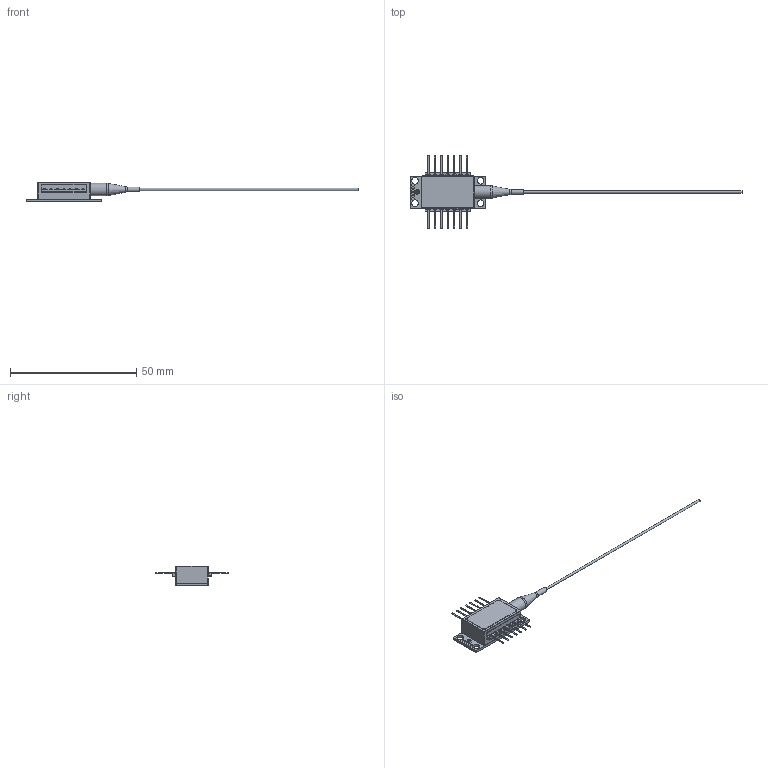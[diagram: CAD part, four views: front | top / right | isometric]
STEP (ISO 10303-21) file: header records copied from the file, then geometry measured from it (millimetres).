
FILE_DESCRIPTION(/* description */ ('BFYxx für Step export'),/* implementation_level */ '2;1');
FILE_NAME(/* name */ 'eyP-BFYxx-190108.stp',/* time_stamp */ '2019-01-08T17:10:06+01:00',/* author */ ('geotsi'),/* organization */ ('eyP'),/* preprocessor_version */ 'ST-DEVELOPER v15.6',/* originating_system */ 'Autodesk Inventor 2015',/* authorisation */ '');
FILE_SCHEMA (('CONFIG_CONTROL_DESIGN'));
Length unit declared in the file: millimetre
Products named in the file (1): eyP-BFYxx-190108
Bounding box: 131.69 x 28.71 x 7.8 mm (x, y, z)
Volume: 1161 mm3; surface area: 3077.5 mm2
Topology: 2 solids, 9 shells, 614 faces, 1687 edges, 1106 vertices
Faces by surface type: plane 448, cylinder 125, bspline 30, cone 6, torus 5
Full cylindrical faces by diameter (mm): 0.125 x1, 0.2 x9, 0.25 x1, 0.9 x1, 1.05 x1, 1.7 x1, 1.94 x1, 2.2 x1, 2.67 x4, 2.8 x1, 3.46 x1, 5 x1
Entity records: 19979 total; most frequent: CARTESIAN_POINT 3772, ORIENTED_EDGE 3300, DIRECTION 3031, EDGE_CURVE 1650, LINE 1321, VECTOR 1321, VERTEX_POINT 1095, AXIS2_PLACEMENT_3D 855
